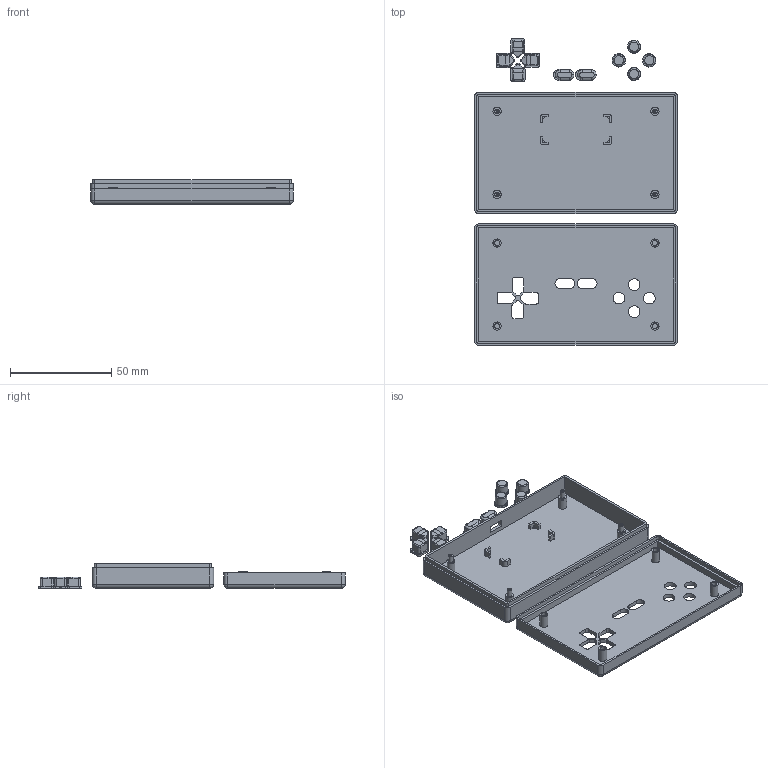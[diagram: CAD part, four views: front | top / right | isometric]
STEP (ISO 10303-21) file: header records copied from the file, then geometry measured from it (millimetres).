
FILE_DESCRIPTION(('HOOPS Exchange Step'),'2;1');
FILE_NAME('temp_export','2025-02-21T13:59:43-08:00',('yuhaochen'),('Shapr3D Limited'),'HOOPS Exchange 2024.8','Shapr3D','Authorized');
FILE_SCHEMA( ('AP242_MANAGED_MODEL_BASED_3D_ENGINEERING_MIM_LF {1 0 10303 442 1 1 4}') );
Length unit declared in the file: millimetre
Products named in the file (14): 壳体下-1; 壳体上-1; 按键1-1; 按键1-2; 按键1-3; 按键1-4; 按键2-1; 按键2-2; 按键3-1; 按键3-2; 按键3-3; 按键3-4; 控制器装配体.SLDASM; root
Assembly tree (13 placements, depth 3):
  root
    控制器装配体.SLDASM
      壳体下-1
      壳体上-1
      按键1-1
      按键1-2
      按键1-3
      按键1-4
      按键2-1
      按键2-2
      按键3-1
      按键3-2
      按键3-3
      按键3-4
Bounding box: 100 x 151.38 x 12 mm (x, y, z)
Volume: 33239.5 mm3; surface area: 37564.9 mm2
Topology: 12 solids, 12 shells, 461 faces, 1151 edges, 748 vertices
Faces by surface type: plane 212, cylinder 199, torus 26, bspline 16, sphere 8
Full cylindrical faces by diameter (mm): 1 x4, 2.25 x4, 2.6 x4, 3 x4, 4 x8, 4.5 x6, 5.6 x4, 5.8 x4, 6.6 x4
Entity records: 15442 total; most frequent: CARTESIAN_POINT 3636, DIRECTION 2580, ORIENTED_EDGE 2286, EDGE_CURVE 1143, AXIS2_PLACEMENT_3D 974, VERTEX_POINT 748, VECTOR 632, LINE 632
